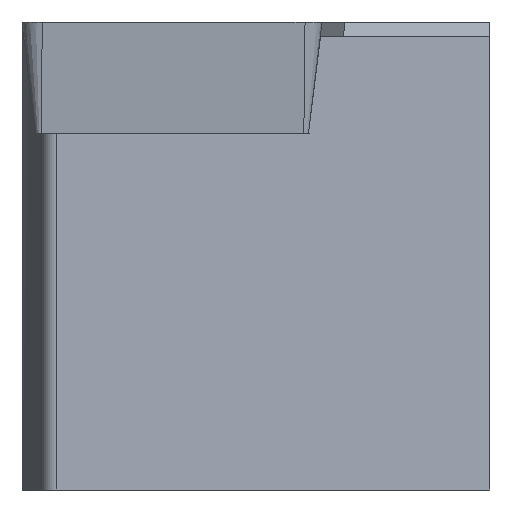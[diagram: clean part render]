
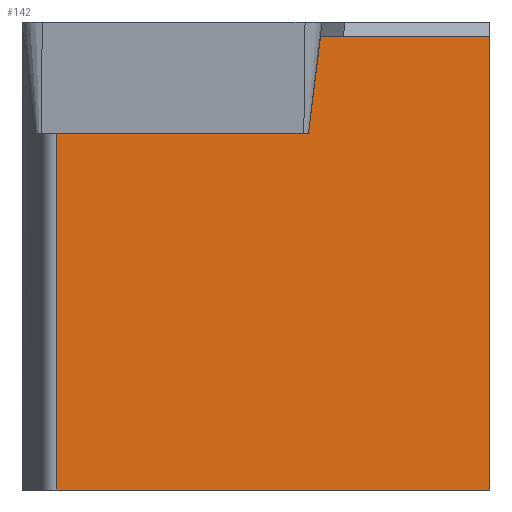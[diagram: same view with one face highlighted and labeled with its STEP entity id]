
A CAD part, left-side view. The second image highlights one B-rep face of the part: STEP entity #142.
In plain terms, the highlighted planar face has unit normal (-0.996, -0.087, 0).
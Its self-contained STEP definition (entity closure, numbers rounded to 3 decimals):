
#142=ADVANCED_FACE('',(#184),#160,.F.);
#160=PLANE('',#566);
#184=FACE_OUTER_BOUND('',#208,.T.);
#208=EDGE_LOOP('',(#323,#324,#325,#326,#327,#328));
#323=ORIENTED_EDGE('',*,*,#435,.T.);
#324=ORIENTED_EDGE('',*,*,#433,.T.);
#325=ORIENTED_EDGE('',*,*,#411,.F.);
#326=ORIENTED_EDGE('',*,*,#421,.F.);
#327=ORIENTED_EDGE('',*,*,#425,.F.);
#328=ORIENTED_EDGE('',*,*,#436,.T.);
#358=VERTEX_POINT('',#744);
#364=VERTEX_POINT('',#755);
#370=VERTEX_POINT('',#774);
#372=VERTEX_POINT('',#783);
#378=VERTEX_POINT('',#801);
#379=VERTEX_POINT('',#805);
#411=EDGE_CURVE('',#364,#358,#460,.T.);
#421=EDGE_CURVE('',#370,#364,#470,.T.);
#425=EDGE_CURVE('',#372,#370,#473,.T.);
#433=EDGE_CURVE('',#378,#358,#480,.T.);
#435=EDGE_CURVE('',#379,#378,#481,.T.);
#436=EDGE_CURVE('',#372,#379,#482,.T.);
#460=LINE('',#756,#506);
#470=LINE('',#775,#516);
#473=LINE('',#785,#519);
#480=LINE('',#800,#526);
#481=LINE('',#804,#527);
#482=LINE('',#806,#528);
#506=VECTOR('',#632,1.);
#516=VECTOR('',#648,1.);
#519=VECTOR('',#659,1.);
#526=VECTOR('',#674,1.);
#527=VECTOR('',#679,1.);
#528=VECTOR('',#680,1.);
#566=AXIS2_PLACEMENT_3D('',#807,#681,#682);
#632=DIRECTION('',(-0.087,0.996,0.));
#648=DIRECTION('',(0.,0.,-1.));
#659=DIRECTION('',(0.087,-0.996,0.));
#674=DIRECTION('',(0.,0.,-1.));
#679=DIRECTION('',(-0.087,0.996,0.));
#680=DIRECTION('',(-0.011,0.123,-0.992));
#681=DIRECTION('',(0.996,0.087,0.));
#682=DIRECTION('',(0.087,-0.996,0.));
#744=CARTESIAN_POINT('',(0.423,9.254,-10.));
#755=CARTESIAN_POINT('',(1.232,0.,-10.));
#756=CARTESIAN_POINT('',(0.423,9.254,-10.));
#774=CARTESIAN_POINT('',(1.232,0.,-0.3));
#775=CARTESIAN_POINT('',(1.232,0.,-30.));
#783=CARTESIAN_POINT('',(0.915,3.621,-0.3));
#785=CARTESIAN_POINT('',(0.423,9.254,-0.3));
#800=CARTESIAN_POINT('',(0.423,9.254,-30.));
#801=CARTESIAN_POINT('',(0.423,9.254,-2.38));
#804=CARTESIAN_POINT('',(0.423,9.254,-2.38));
#805=CARTESIAN_POINT('',(0.893,3.879,-2.38));
#806=CARTESIAN_POINT('',(0.59,7.339,-30.24));
#807=CARTESIAN_POINT('',(0.423,9.254,-30.));
